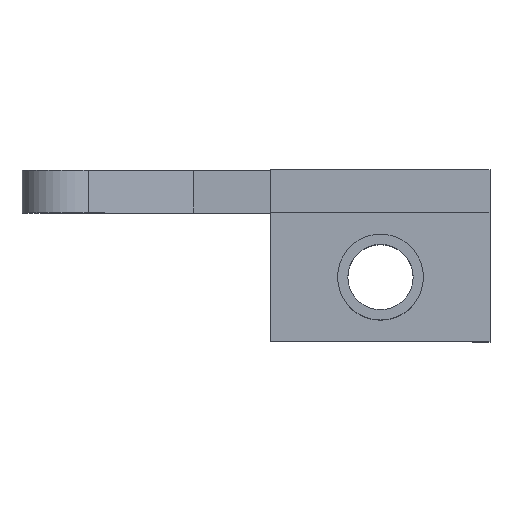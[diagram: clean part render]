
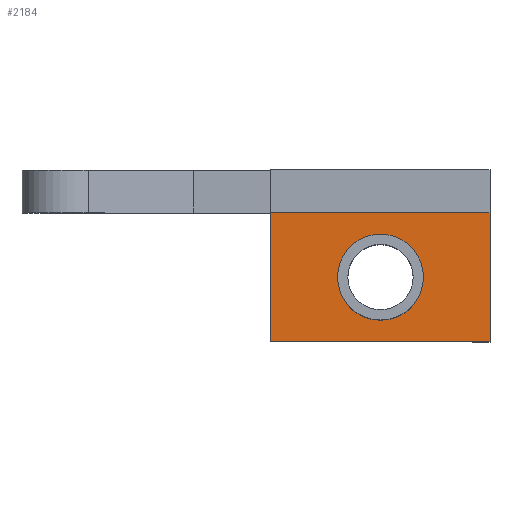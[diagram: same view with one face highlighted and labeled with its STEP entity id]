
A CAD part, top view. The second image highlights one B-rep face of the part: STEP entity #2184.
In plain terms, the highlighted planar face has unit normal (0, 0, 1).
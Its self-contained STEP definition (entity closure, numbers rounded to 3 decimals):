
#540 = PLANE('',#541);
#541 = AXIS2_PLACEMENT_3D('',#542,#543,#544);
#542 = CARTESIAN_POINT('',(30.,0.,27.676));
#543 = DIRECTION('',(0.,0.,-1.));
#544 = DIRECTION('',(-1.,0.,0.));
#1438 = VERTEX_POINT('',#1439);
#1439 = CARTESIAN_POINT('',(30.,-5.,27.676));
#1453 = PLANE('',#1454);
#1454 = AXIS2_PLACEMENT_3D('',#1455,#1456,#1457);
#1455 = CARTESIAN_POINT('',(30.,-5.,27.676));
#1456 = DIRECTION('',(1.,0.,0.));
#1457 = DIRECTION('',(0.,0.,-1.));
#1491 = EDGE_CURVE('',#1438,#1492,#1494,.T.);
#1492 = VERTEX_POINT('',#1493);
#1493 = CARTESIAN_POINT('',(4.5,-5.,27.676));
#1494 = SURFACE_CURVE('',#1495,(#1499,#1506),.PCURVE_S1.);
#1495 = LINE('',#1496,#1497);
#1496 = CARTESIAN_POINT('',(30.,-5.,27.676));
#1497 = VECTOR('',#1498,1.);
#1498 = DIRECTION('',(-1.,0.,0.));
#1499 = PCURVE('',#540,#1500);
#1500 = DEFINITIONAL_REPRESENTATION('',(#1501),#1505);
#1501 = LINE('',#1502,#1503);
#1502 = CARTESIAN_POINT('',(0.,-5.));
#1503 = VECTOR('',#1504,1.);
#1504 = DIRECTION('',(1.,0.));
#1505 = ( GEOMETRIC_REPRESENTATION_CONTEXT(2) 
PARAMETRIC_REPRESENTATION_CONTEXT() REPRESENTATION_CONTEXT('2D SPACE',''
  ) );
#1506 = PCURVE('',#1507,#1512);
#1507 = PLANE('',#1508);
#1508 = AXIS2_PLACEMENT_3D('',#1509,#1510,#1511);
#1509 = CARTESIAN_POINT('',(4.5,-5.,27.676));
#1510 = DIRECTION('',(0.,0.,1.));
#1511 = DIRECTION('',(1.,0.,0.));
#1512 = DEFINITIONAL_REPRESENTATION('',(#1513),#1517);
#1513 = LINE('',#1514,#1515);
#1514 = CARTESIAN_POINT('',(25.5,0.));
#1515 = VECTOR('',#1516,1.);
#1516 = DIRECTION('',(-1.,0.));
#1517 = ( GEOMETRIC_REPRESENTATION_CONTEXT(2) 
PARAMETRIC_REPRESENTATION_CONTEXT() REPRESENTATION_CONTEXT('2D SPACE',''
  ) );
#1560 = PLANE('',#1561);
#1561 = AXIS2_PLACEMENT_3D('',#1562,#1563,#1564);
#1562 = CARTESIAN_POINT('',(4.5,-5.,23.176));
#1563 = DIRECTION('',(-1.,0.,0.));
#1564 = DIRECTION('',(0.,0.,1.));
#1770 = PLANE('',#1771);
#1771 = AXIS2_PLACEMENT_3D('',#1772,#1773,#1774);
#1772 = CARTESIAN_POINT('',(21.414,-20.,21.62));
#1773 = DIRECTION('',(0.,1.,0.));
#1774 = DIRECTION('',(0.,0.,1.));
#2139 = EDGE_CURVE('',#1438,#2140,#2142,.T.);
#2140 = VERTEX_POINT('',#2141);
#2141 = CARTESIAN_POINT('',(30.,-20.,27.676));
#2142 = SURFACE_CURVE('',#2143,(#2147,#2154),.PCURVE_S1.);
#2143 = LINE('',#2144,#2145);
#2144 = CARTESIAN_POINT('',(30.,-5.,27.676));
#2145 = VECTOR('',#2146,1.);
#2146 = DIRECTION('',(0.,-1.,0.));
#2147 = PCURVE('',#1453,#2148);
#2148 = DEFINITIONAL_REPRESENTATION('',(#2149),#2153);
#2149 = LINE('',#2150,#2151);
#2150 = CARTESIAN_POINT('',(0.,0.));
#2151 = VECTOR('',#2152,1.);
#2152 = DIRECTION('',(0.,-1.));
#2153 = ( GEOMETRIC_REPRESENTATION_CONTEXT(2) 
PARAMETRIC_REPRESENTATION_CONTEXT() REPRESENTATION_CONTEXT('2D SPACE',''
  ) );
#2154 = PCURVE('',#1507,#2155);
#2155 = DEFINITIONAL_REPRESENTATION('',(#2156),#2160);
#2156 = LINE('',#2157,#2158);
#2157 = CARTESIAN_POINT('',(25.5,0.));
#2158 = VECTOR('',#2159,1.);
#2159 = DIRECTION('',(0.,-1.));
#2160 = ( GEOMETRIC_REPRESENTATION_CONTEXT(2) 
PARAMETRIC_REPRESENTATION_CONTEXT() REPRESENTATION_CONTEXT('2D SPACE',''
  ) );
#2184 = ADVANCED_FACE('',(#2185,#2233),#1507,.T.);
#2185 = FACE_BOUND('',#2186,.T.);
#2186 = EDGE_LOOP('',(#2187,#2210,#2231,#2232));
#2187 = ORIENTED_EDGE('',*,*,#2188,.T.);
#2188 = EDGE_CURVE('',#1492,#2189,#2191,.T.);
#2189 = VERTEX_POINT('',#2190);
#2190 = CARTESIAN_POINT('',(4.5,-20.,27.676));
#2191 = SURFACE_CURVE('',#2192,(#2196,#2203),.PCURVE_S1.);
#2192 = LINE('',#2193,#2194);
#2193 = CARTESIAN_POINT('',(4.5,-5.,27.676));
#2194 = VECTOR('',#2195,1.);
#2195 = DIRECTION('',(0.,-1.,0.));
#2196 = PCURVE('',#1507,#2197);
#2197 = DEFINITIONAL_REPRESENTATION('',(#2198),#2202);
#2198 = LINE('',#2199,#2200);
#2199 = CARTESIAN_POINT('',(0.,0.));
#2200 = VECTOR('',#2201,1.);
#2201 = DIRECTION('',(0.,-1.));
#2202 = ( GEOMETRIC_REPRESENTATION_CONTEXT(2) 
PARAMETRIC_REPRESENTATION_CONTEXT() REPRESENTATION_CONTEXT('2D SPACE',''
  ) );
#2203 = PCURVE('',#1560,#2204);
#2204 = DEFINITIONAL_REPRESENTATION('',(#2205),#2209);
#2205 = LINE('',#2206,#2207);
#2206 = CARTESIAN_POINT('',(4.5,0.));
#2207 = VECTOR('',#2208,1.);
#2208 = DIRECTION('',(0.,-1.));
#2209 = ( GEOMETRIC_REPRESENTATION_CONTEXT(2) 
PARAMETRIC_REPRESENTATION_CONTEXT() REPRESENTATION_CONTEXT('2D SPACE',''
  ) );
#2210 = ORIENTED_EDGE('',*,*,#2211,.T.);
#2211 = EDGE_CURVE('',#2189,#2140,#2212,.T.);
#2212 = SURFACE_CURVE('',#2213,(#2217,#2224),.PCURVE_S1.);
#2213 = LINE('',#2214,#2215);
#2214 = CARTESIAN_POINT('',(4.5,-20.,27.676));
#2215 = VECTOR('',#2216,1.);
#2216 = DIRECTION('',(1.,0.,0.));
#2217 = PCURVE('',#1507,#2218);
#2218 = DEFINITIONAL_REPRESENTATION('',(#2219),#2223);
#2219 = LINE('',#2220,#2221);
#2220 = CARTESIAN_POINT('',(0.,-15.));
#2221 = VECTOR('',#2222,1.);
#2222 = DIRECTION('',(1.,0.));
#2223 = ( GEOMETRIC_REPRESENTATION_CONTEXT(2) 
PARAMETRIC_REPRESENTATION_CONTEXT() REPRESENTATION_CONTEXT('2D SPACE',''
  ) );
#2224 = PCURVE('',#1770,#2225);
#2225 = DEFINITIONAL_REPRESENTATION('',(#2226),#2230);
#2226 = LINE('',#2227,#2228);
#2227 = CARTESIAN_POINT('',(6.056,-16.914));
#2228 = VECTOR('',#2229,1.);
#2229 = DIRECTION('',(0.,1.));
#2230 = ( GEOMETRIC_REPRESENTATION_CONTEXT(2) 
PARAMETRIC_REPRESENTATION_CONTEXT() REPRESENTATION_CONTEXT('2D SPACE',''
  ) );
#2231 = ORIENTED_EDGE('',*,*,#2139,.F.);
#2232 = ORIENTED_EDGE('',*,*,#1491,.T.);
#2233 = FACE_BOUND('',#2234,.T.);
#2234 = EDGE_LOOP('',(#2235));
#2235 = ORIENTED_EDGE('',*,*,#2236,.F.);
#2236 = EDGE_CURVE('',#2237,#2237,#2239,.T.);
#2237 = VERTEX_POINT('',#2238);
#2238 = CARTESIAN_POINT('',(12.25,-12.5,27.676));
#2239 = SURFACE_CURVE('',#2240,(#2245,#2252),.PCURVE_S1.);
#2240 = CIRCLE('',#2241,5.);
#2241 = AXIS2_PLACEMENT_3D('',#2242,#2243,#2244);
#2242 = CARTESIAN_POINT('',(17.25,-12.5,27.676));
#2243 = DIRECTION('',(0.,0.,1.));
#2244 = DIRECTION('',(-1.,0.,0.));
#2245 = PCURVE('',#1507,#2246);
#2246 = DEFINITIONAL_REPRESENTATION('',(#2247),#2251);
#2247 = CIRCLE('',#2248,5.);
#2248 = AXIS2_PLACEMENT_2D('',#2249,#2250);
#2249 = CARTESIAN_POINT('',(12.75,-7.5));
#2250 = DIRECTION('',(-1.,0.));
#2251 = ( GEOMETRIC_REPRESENTATION_CONTEXT(2) 
PARAMETRIC_REPRESENTATION_CONTEXT() REPRESENTATION_CONTEXT('2D SPACE',''
  ) );
#2252 = PCURVE('',#2253,#2258);
#2253 = CYLINDRICAL_SURFACE('',#2254,5.);
#2254 = AXIS2_PLACEMENT_3D('',#2255,#2256,#2257);
#2255 = CARTESIAN_POINT('',(17.25,-12.5,27.676));
#2256 = DIRECTION('',(0.,0.,-1.));
#2257 = DIRECTION('',(-1.,0.,0.));
#2258 = DEFINITIONAL_REPRESENTATION('',(#2259),#2262);
#2259 = B_SPLINE_CURVE_WITH_KNOTS('',1,(#2260,#2261),.UNSPECIFIED.,.F.,
  .F.,(2,2),(0.,6.283),.PIECEWISE_BEZIER_KNOTS.);
#2260 = CARTESIAN_POINT('',(0.,0.));
#2261 = CARTESIAN_POINT('',(-6.283,0.));
#2262 = ( GEOMETRIC_REPRESENTATION_CONTEXT(2) 
PARAMETRIC_REPRESENTATION_CONTEXT() REPRESENTATION_CONTEXT('2D SPACE',''
  ) );
